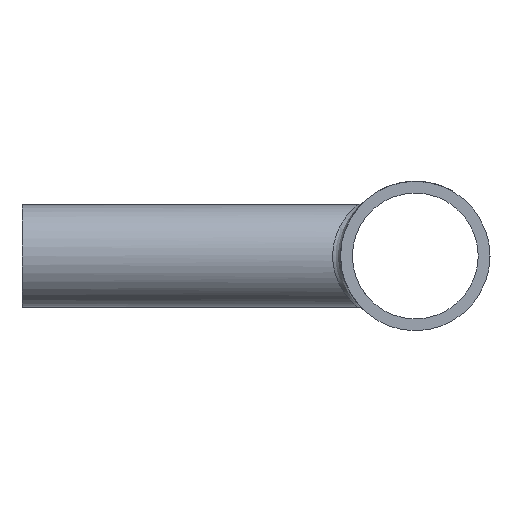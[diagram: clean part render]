
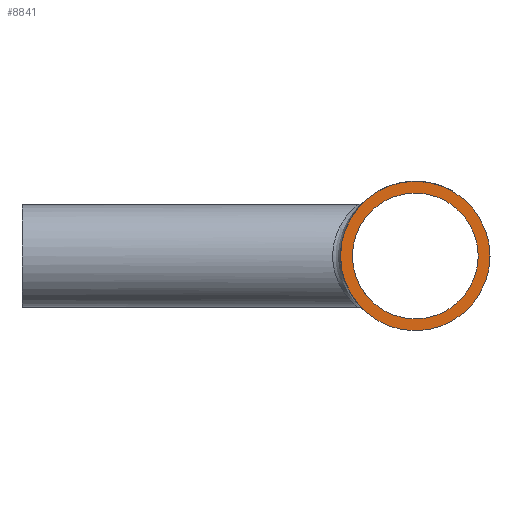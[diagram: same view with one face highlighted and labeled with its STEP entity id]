
A CAD part, left-side view. The second image highlights one B-rep face of the part: STEP entity #8841.
In plain terms, the highlighted planar face has unit normal (-1, 0, 0).
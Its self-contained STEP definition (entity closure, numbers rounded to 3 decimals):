
#492 = CIRCLE ( 'NONE', #1395, 8. ) ;
#762 = EDGE_LOOP ( 'NONE', ( #1664 ) ) ;
#1142 = ORIENTED_EDGE ( 'NONE', *, *, #13182, .F. ) ;
#1395 = AXIS2_PLACEMENT_3D ( 'NONE', #2325, #4288, #4500 ) ;
#1664 = ORIENTED_EDGE ( 'NONE', *, *, #9738, .T. ) ;
#1818 = AXIS2_PLACEMENT_3D ( 'NONE', #12558, #4863, #11351 ) ;
#2325 = CARTESIAN_POINT ( 'NONE',  ( -50., 0., 0. ) ) ;
#2744 = FACE_OUTER_BOUND ( 'NONE', #762, .T. ) ;
#3216 = CARTESIAN_POINT ( 'NONE',  ( -50., 0., 9.5 ) ) ;
#4288 = DIRECTION ( 'NONE',  ( -1., 0., 0. ) ) ;
#4500 = DIRECTION ( 'NONE',  ( 0., 0., 1. ) ) ;
#4863 = DIRECTION ( 'NONE',  ( -1., 0., 0. ) ) ;
#5982 = DIRECTION ( 'NONE',  ( -1., 0., 0. ) ) ;
#6039 = EDGE_LOOP ( 'NONE', ( #1142 ) ) ;
#7740 = VERTEX_POINT ( 'NONE', #13024 ) ;
#8106 = FACE_BOUND ( 'NONE', #6039, .T. ) ;
#8233 = AXIS2_PLACEMENT_3D ( 'NONE', #13466, #5982, #13530 ) ;
#8841 = ADVANCED_FACE ( 'NONE', ( #8106, #2744 ), #10507, .T. ) ;
#8909 = CIRCLE ( 'NONE', #8233, 9.5 ) ;
#9716 = VERTEX_POINT ( 'NONE', #3216 ) ;
#9738 = EDGE_CURVE ( 'NONE', #9716, #9716, #8909, .T. ) ;
#10507 = PLANE ( 'NONE',  #1818 ) ;
#11351 = DIRECTION ( 'NONE',  ( 0., 0., 1. ) ) ;
#12558 = CARTESIAN_POINT ( 'NONE',  ( -50., 0., 0. ) ) ;
#13024 = CARTESIAN_POINT ( 'NONE',  ( -50., 0., 8. ) ) ;
#13182 = EDGE_CURVE ( 'NONE', #7740, #7740, #492, .T. ) ;
#13466 = CARTESIAN_POINT ( 'NONE',  ( -50., 0., 0. ) ) ;
#13530 = DIRECTION ( 'NONE',  ( 0., 0., 1. ) ) ;
